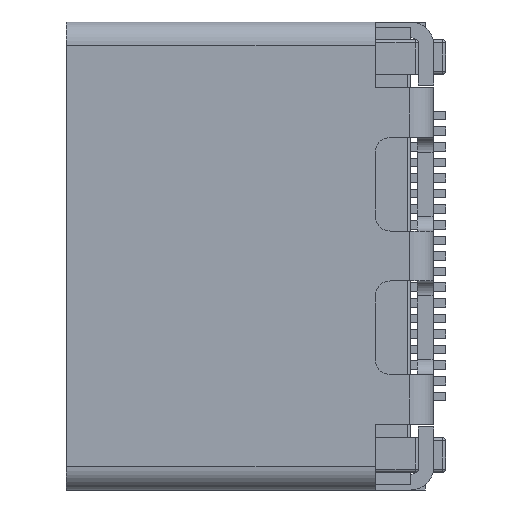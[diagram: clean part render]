
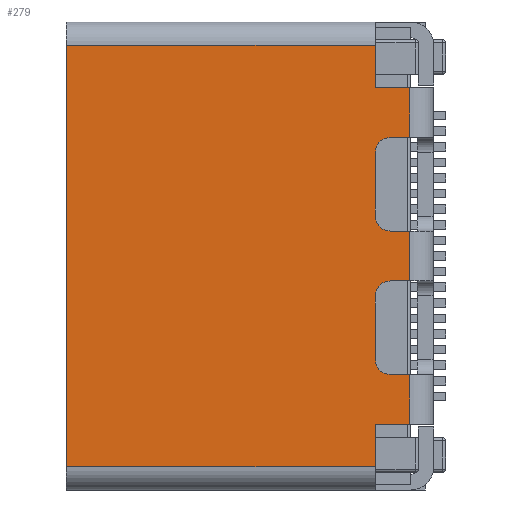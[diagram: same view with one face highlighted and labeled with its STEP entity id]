
A CAD part, left-side view. The second image highlights one B-rep face of the part: STEP entity #279.
In plain terms, the highlighted planar face has unit normal (-1, 0, 0).
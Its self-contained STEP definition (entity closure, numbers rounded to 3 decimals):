
#279=ADVANCED_FACE('',(#1476),#1477,.F.);
#1476=FACE_OUTER_BOUND('',#3735,.T.);
#1477=PLANE('',#3736);
#3735=EDGE_LOOP('',(#6985,#6986,#6987,#6988,#6989,#6990,#6991,#6992,#6993,#6994,#6995,#6996,#6997,#6998,#6999,#7000,#7001,#7002,#7003,#7004));
#3736=AXIS2_PLACEMENT_3D('',#7005,#7006,#7007);
#6985=ORIENTED_EDGE('',*,*,#14671,.T.);
#6986=ORIENTED_EDGE('',*,*,#14917,.F.);
#6987=ORIENTED_EDGE('',*,*,#14918,.F.);
#6988=ORIENTED_EDGE('',*,*,#14919,.T.);
#6989=ORIENTED_EDGE('',*,*,#14846,.T.);
#6990=ORIENTED_EDGE('',*,*,#14920,.F.);
#6991=ORIENTED_EDGE('',*,*,#14911,.F.);
#6992=ORIENTED_EDGE('',*,*,#14921,.F.);
#6993=ORIENTED_EDGE('',*,*,#14922,.F.);
#6994=ORIENTED_EDGE('',*,*,#14923,.F.);
#6995=ORIENTED_EDGE('',*,*,#14861,.T.);
#6996=ORIENTED_EDGE('',*,*,#14915,.T.);
#6997=ORIENTED_EDGE('',*,*,#14910,.T.);
#6998=ORIENTED_EDGE('',*,*,#14907,.T.);
#6999=ORIENTED_EDGE('',*,*,#14904,.T.);
#7000=ORIENTED_EDGE('',*,*,#14900,.T.);
#7001=ORIENTED_EDGE('',*,*,#14851,.T.);
#7002=ORIENTED_EDGE('',*,*,#14924,.T.);
#7003=ORIENTED_EDGE('',*,*,#14925,.F.);
#7004=ORIENTED_EDGE('',*,*,#14926,.T.);
#7005=CARTESIAN_POINT('',(0.0,0.0,-7.5));
#7006=DIRECTION('',(1.0,0.0,0.0));
#7007=DIRECTION('',(0.0,1.0,-0.0));
#14671=EDGE_CURVE('',#17790,#17788,#17791,.T.);
#14846=EDGE_CURVE('',#18062,#18066,#18068,.T.);
#14851=EDGE_CURVE('',#18077,#18078,#18079,.T.);
#14861=EDGE_CURVE('',#18098,#18096,#18099,.T.);
#14900=EDGE_CURVE('',#18159,#18077,#18160,.T.);
#14904=EDGE_CURVE('',#18162,#18159,#18166,.T.);
#14907=EDGE_CURVE('',#18167,#18162,#18171,.T.);
#14910=EDGE_CURVE('',#18172,#18167,#18176,.T.);
#14911=EDGE_CURVE('',#18177,#18178,#18179,.F.);
#14915=EDGE_CURVE('',#18096,#18172,#18185,.T.);
#14917=EDGE_CURVE('',#18187,#17788,#18188,.T.);
#14918=EDGE_CURVE('',#18189,#18187,#18190,.T.);
#14919=EDGE_CURVE('',#18189,#18062,#18191,.T.);
#14920=EDGE_CURVE('',#18178,#18066,#18192,.T.);
#14921=EDGE_CURVE('',#18193,#18177,#18194,.T.);
#14922=EDGE_CURVE('',#18195,#18193,#18196,.F.);
#14923=EDGE_CURVE('',#18098,#18195,#18197,.T.);
#14924=EDGE_CURVE('',#18078,#18198,#18199,.T.);
#14925=EDGE_CURVE('',#18200,#18198,#18201,.T.);
#14926=EDGE_CURVE('',#18200,#17790,#18202,.T.);
#17788=VERTEX_POINT('',#22801);
#17790=VERTEX_POINT('',#22803);
#17791=LINE('',#22804,#22805);
#18062=VERTEX_POINT('',#23209);
#18066=VERTEX_POINT('',#23214);
#18068=LINE('',#23216,#23217);
#18077=VERTEX_POINT('',#23228);
#18078=VERTEX_POINT('',#23229);
#18079=LINE('',#23230,#23231);
#18096=VERTEX_POINT('',#23252);
#18098=VERTEX_POINT('',#23254);
#18099=LINE('',#23255,#23256);
#18159=VERTEX_POINT('',#23345);
#18160=LINE('',#23346,#23347);
#18162=VERTEX_POINT('',#23350);
#18166=CIRCLE('',#23355,0.48);
#18167=VERTEX_POINT('',#23356);
#18171=LINE('',#23362,#23363);
#18172=VERTEX_POINT('',#23364);
#18176=CIRCLE('',#23369,0.48);
#18177=VERTEX_POINT('',#23370);
#18178=VERTEX_POINT('',#23371);
#18179=CIRCLE('',#23372,0.48);
#18185=LINE('',#23380,#23381);
#18187=VERTEX_POINT('',#23384);
#18188=LINE('',#23385,#23386);
#18189=VERTEX_POINT('',#23387);
#18190=LINE('',#23388,#23389);
#18191=LINE('',#23390,#23391);
#18192=LINE('',#23392,#23393);
#18193=VERTEX_POINT('',#23394);
#18194=LINE('',#23395,#23396);
#18195=VERTEX_POINT('',#23397);
#18196=CIRCLE('',#23398,0.48);
#18197=LINE('',#23399,#23400);
#18198=VERTEX_POINT('',#23401);
#18199=LINE('',#23402,#23403);
#18200=VERTEX_POINT('',#23404);
#18201=LINE('',#23405,#23406);
#18202=LINE('',#23407,#23408);
#22801=CARTESIAN_POINT('',(0.0,9.9,-6.75));
#22803=CARTESIAN_POINT('',(0.0,9.9,6.75));
#22804=CARTESIAN_POINT('',(0.0,9.9,-7.5));
#22805=VECTOR('',#29161,1000.0);
#23209=CARTESIAN_POINT('',(0.0,-1.1,-5.4));
#23214=CARTESIAN_POINT('',(0.0,-1.1,-3.8));
#23216=CARTESIAN_POINT('',(0.0,-1.1,-5.4));
#23217=VECTOR('',#29416,1000.0);
#23228=CARTESIAN_POINT('',(0.0,-1.1,3.8));
#23229=CARTESIAN_POINT('',(0.0,-1.1,5.4));
#23230=CARTESIAN_POINT('',(0.0,-1.1,-5.4));
#23231=VECTOR('',#29425,1000.0);
#23252=CARTESIAN_POINT('',(0.0,-1.1,0.8));
#23254=CARTESIAN_POINT('',(0.0,-1.1,-0.8));
#23255=CARTESIAN_POINT('',(0.0,-1.1,-5.4));
#23256=VECTOR('',#29445,1000.0);
#23345=CARTESIAN_POINT('',(0.0,-0.48,3.8));
#23346=CARTESIAN_POINT('',(0.0,0.,3.8));
#23347=VECTOR('',#29502,1000.0);
#23350=CARTESIAN_POINT('',(0.0,0.,3.32));
#23355=AXIS2_PLACEMENT_3D('',#29508,#29509,#29510);
#23356=CARTESIAN_POINT('',(0.0,0.,1.28));
#23362=CARTESIAN_POINT('',(0.0,0.,-7.5));
#23363=VECTOR('',#29513,1000.0);
#23364=CARTESIAN_POINT('',(0.0,-0.48,0.8));
#23369=AXIS2_PLACEMENT_3D('',#29518,#29519,#29520);
#23370=CARTESIAN_POINT('',(0.0,0.,-3.32));
#23371=CARTESIAN_POINT('',(0.0,-0.48,-3.8));
#23372=AXIS2_PLACEMENT_3D('',#29521,#29522,#29523);
#23380=CARTESIAN_POINT('',(0.0,0.,0.8));
#23381=VECTOR('',#29529,1000.0);
#23384=CARTESIAN_POINT('',(0.0,0.0,-6.75));
#23385=CARTESIAN_POINT('',(0.0,0.0,-6.75));
#23386=VECTOR('',#29531,1000.0);
#23387=CARTESIAN_POINT('',(0.0,0.0,-5.4));
#23388=CARTESIAN_POINT('',(0.0,0.0,-7.5));
#23389=VECTOR('',#29532,1000.0);
#23390=CARTESIAN_POINT('',(0.0,0.0,-5.4));
#23391=VECTOR('',#29533,1000.0);
#23392=CARTESIAN_POINT('',(0.0,0.,-3.8));
#23393=VECTOR('',#29534,1000.0);
#23394=CARTESIAN_POINT('',(0.0,0.,-1.28));
#23395=CARTESIAN_POINT('',(0.0,0.,-7.5));
#23396=VECTOR('',#29535,1000.0);
#23397=CARTESIAN_POINT('',(0.0,-0.48,-0.8));
#23398=AXIS2_PLACEMENT_3D('',#29536,#29537,#29538);
#23399=CARTESIAN_POINT('',(0.0,0.,-0.8));
#23400=VECTOR('',#29539,1000.0);
#23401=CARTESIAN_POINT('',(0.0,0.,5.4));
#23402=CARTESIAN_POINT('',(0.0,-1.85,5.4));
#23403=VECTOR('',#29540,1000.0);
#23404=CARTESIAN_POINT('',(0.0,0.0,6.75));
#23405=CARTESIAN_POINT('',(0.0,0.0,-7.5));
#23406=VECTOR('',#29541,1000.0);
#23407=CARTESIAN_POINT('',(0.0,0.0,6.75));
#23408=VECTOR('',#29542,1000.0);
#29161=DIRECTION('',(0.0,0.0,-1.0));
#29416=DIRECTION('',(0.0,0.0,1.0));
#29425=DIRECTION('',(0.0,0.0,1.0));
#29445=DIRECTION('',(0.0,0.0,1.0));
#29502=DIRECTION('',(0.0,-1.0,0.));
#29508=CARTESIAN_POINT('',(0.0,-0.48,3.32));
#29509=DIRECTION('',(1.0,0.0,0.0));
#29510=DIRECTION('',(0.0,0.0,-1.0));
#29513=DIRECTION('',(0.0,0.0,1.0));
#29518=CARTESIAN_POINT('',(0.0,-0.48,1.28));
#29519=DIRECTION('',(1.0,0.0,0.0));
#29520=DIRECTION('',(0.0,0.0,-1.0));
#29521=CARTESIAN_POINT('',(0.0,-0.48,-3.32));
#29522=DIRECTION('',(1.0,0.0,0.0));
#29523=DIRECTION('',(0.0,0.0,-1.0));
#29529=DIRECTION('',(0.0,1.0,0.));
#29531=DIRECTION('',(0.0,1.0,0.0));
#29532=DIRECTION('',(0.0,0.0,-1.0));
#29533=DIRECTION('',(0.0,-1.0,0.));
#29534=DIRECTION('',(0.0,-1.0,0.));
#29535=DIRECTION('',(0.0,0.0,-1.0));
#29536=CARTESIAN_POINT('',(0.0,-0.48,-1.28));
#29537=DIRECTION('',(1.0,0.0,0.0));
#29538=DIRECTION('',(0.0,0.0,-1.0));
#29539=DIRECTION('',(0.0,1.0,0.));
#29540=DIRECTION('',(0.0,1.0,0.));
#29541=DIRECTION('',(0.0,0.0,-1.0));
#29542=DIRECTION('',(0.0,1.0,0.0));
